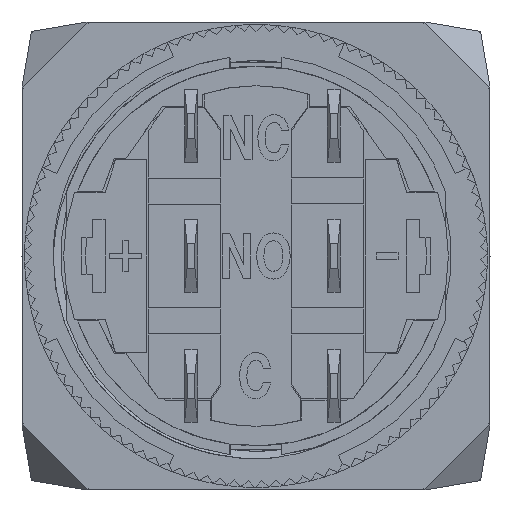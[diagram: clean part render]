
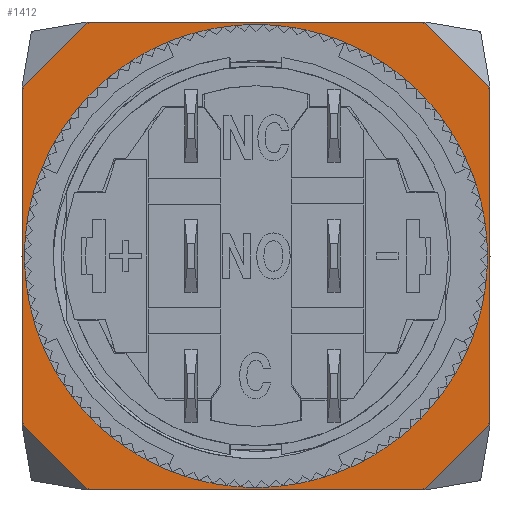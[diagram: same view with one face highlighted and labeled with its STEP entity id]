
A CAD part, front view. The second image highlights one B-rep face of the part: STEP entity #1412.
In plain terms, the highlighted planar face has unit normal (0, -1, 0).
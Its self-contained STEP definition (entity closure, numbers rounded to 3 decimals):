
#1412 = ADVANCED_FACE( '', ( #3593, #3594 ), #3595, .T. );
#3593 = FACE_BOUND( '', #6971, .T. );
#3594 = FACE_OUTER_BOUND( '', #6972, .T. );
#3595 = PLANE( '', #6973 );
#6971 = EDGE_LOOP( '', ( #13445 ) );
#6972 = EDGE_LOOP( '', ( #13446, #13447, #13448, #13449, #13450, #13451, #13452, #13453 ) );
#6973 = AXIS2_PLACEMENT_3D( '', #13454, #13455, #13456 );
#13445 = ORIENTED_EDGE( '', *, *, #21761, .F. );
#13446 = ORIENTED_EDGE( '', *, *, #21477, .F. );
#13447 = ORIENTED_EDGE( '', *, *, #22471, .F. );
#13448 = ORIENTED_EDGE( '', *, *, #22472, .F. );
#13449 = ORIENTED_EDGE( '', *, *, #22473, .F. );
#13450 = ORIENTED_EDGE( '', *, *, #22200, .F. );
#13451 = ORIENTED_EDGE( '', *, *, #22474, .F. );
#13452 = ORIENTED_EDGE( '', *, *, #22475, .F. );
#13453 = ORIENTED_EDGE( '', *, *, #22476, .F. );
#13454 = CARTESIAN_POINT( '', ( 0., 20.3, 0. ) );
#13455 = DIRECTION( '', ( 0., -1., 0. ) );
#13456 = DIRECTION( '', ( -1., 0., 0. ) );
#21477 = EDGE_CURVE( '', #25210, #25415, #25416, .T. );
#21761 = EDGE_CURVE( '', #25923, #25923, #25924, .T. );
#22200 = EDGE_CURVE( '', #26702, #25752, #26703, .T. );
#22471 = EDGE_CURVE( '', #26280, #25210, #27152, .T. );
#22472 = EDGE_CURVE( '', #25325, #26280, #27153, .T. );
#22473 = EDGE_CURVE( '', #25752, #25325, #27154, .T. );
#22474 = EDGE_CURVE( '', #27155, #26702, #27156, .T. );
#22475 = EDGE_CURVE( '', #27157, #27155, #27158, .T. );
#22476 = EDGE_CURVE( '', #25415, #27157, #27159, .T. );
#25210 = VERTEX_POINT( '', #30939 );
#25325 = VERTEX_POINT( '', #31121 );
#25415 = VERTEX_POINT( '', #31250 );
#25416 = LINE( '', #31251, #31252 );
#25752 = VERTEX_POINT( '', #31740 );
#25923 = VERTEX_POINT( '', #31985 );
#25924 = CIRCLE( '', #31986, 8.9 );
#26280 = VERTEX_POINT( '', #32705 );
#26702 = VERTEX_POINT( '', #33345 );
#26703 = LINE( '', #33346, #33347 );
#27152 = LINE( '', #34136, #34137 );
#27153 = LINE( '', #34138, #34139 );
#27154 = LINE( '', #34140, #34141 );
#27155 = VERTEX_POINT( '', #34142 );
#27156 = LINE( '', #34143, #34144 );
#27157 = VERTEX_POINT( '', #34145 );
#27158 = LINE( '', #34146, #34147 );
#27159 = LINE( '', #34148, #34149 );
#30939 = CARTESIAN_POINT( '', ( 9., 20.3, -6.5 ) );
#31121 = CARTESIAN_POINT( '', ( 6.5, 20.3, 9. ) );
#31250 = CARTESIAN_POINT( '', ( 6.5, 20.3, -9. ) );
#31251 = CARTESIAN_POINT( '', ( 9., 20.3, -6.5 ) );
#31252 = VECTOR( '', #41339, 1000. );
#31740 = CARTESIAN_POINT( '', ( -6.5, 20.3, 9. ) );
#31985 = CARTESIAN_POINT( '', ( 8.9, 20.3, 0. ) );
#31986 = AXIS2_PLACEMENT_3D( '', #41644, #41645, #41646 );
#32705 = CARTESIAN_POINT( '', ( 9., 20.3, 6.5 ) );
#33345 = CARTESIAN_POINT( '', ( -9., 20.3, 6.5 ) );
#33346 = CARTESIAN_POINT( '', ( -9., 20.3, 6.5 ) );
#33347 = VECTOR( '', #42013, 1000. );
#34136 = CARTESIAN_POINT( '', ( 9., 20.3, 6.5 ) );
#34137 = VECTOR( '', #42228, 1000. );
#34138 = CARTESIAN_POINT( '', ( 6.5, 20.3, 9. ) );
#34139 = VECTOR( '', #42229, 1000. );
#34140 = CARTESIAN_POINT( '', ( -6.5, 20.3, 9. ) );
#34141 = VECTOR( '', #42230, 1000. );
#34142 = CARTESIAN_POINT( '', ( -9., 20.3, -6.5 ) );
#34143 = CARTESIAN_POINT( '', ( -9., 20.3, -6.5 ) );
#34144 = VECTOR( '', #42231, 1000. );
#34145 = CARTESIAN_POINT( '', ( -6.5, 20.3, -9. ) );
#34146 = CARTESIAN_POINT( '', ( -6.5, 20.3, -9. ) );
#34147 = VECTOR( '', #42232, 1000. );
#34148 = CARTESIAN_POINT( '', ( 6.5, 20.3, -9. ) );
#34149 = VECTOR( '', #42233, 1000. );
#41339 = DIRECTION( '', ( -0.707, 0., -0.707 ) );
#41644 = CARTESIAN_POINT( '', ( 0., 20.3, 0. ) );
#41645 = DIRECTION( '', ( 0., -1., 0. ) );
#41646 = DIRECTION( '', ( 1., 0., 0. ) );
#42013 = DIRECTION( '', ( 0.707, 0., 0.707 ) );
#42228 = DIRECTION( '', ( 0., 0., -1. ) );
#42229 = DIRECTION( '', ( 0.707, 0., -0.707 ) );
#42230 = DIRECTION( '', ( 1., 0., 0. ) );
#42231 = DIRECTION( '', ( 0., 0., 1. ) );
#42232 = DIRECTION( '', ( -0.707, 0., 0.707 ) );
#42233 = DIRECTION( '', ( -1., 0., 0. ) );
